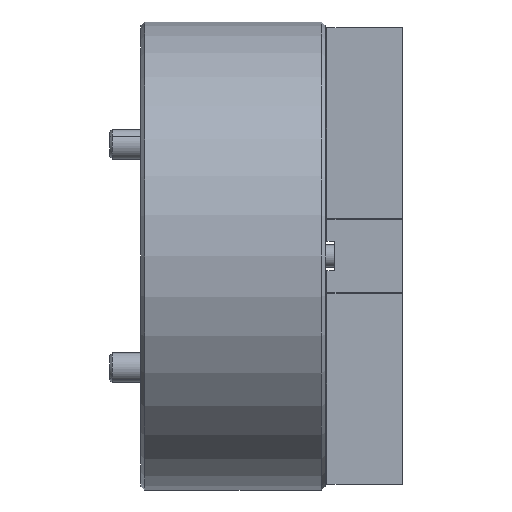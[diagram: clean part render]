
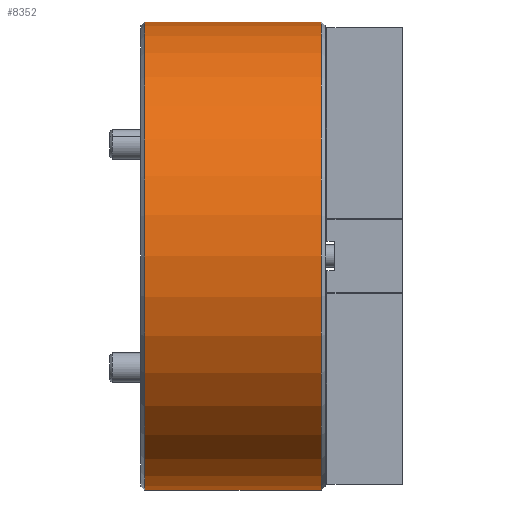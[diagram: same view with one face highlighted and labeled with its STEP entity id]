
A CAD part, front view. The second image highlights one B-rep face of the part: STEP entity #8352.
In plain terms, the highlighted cylindrical face has radius 127 mm (diameter 254 mm), a partial arc.
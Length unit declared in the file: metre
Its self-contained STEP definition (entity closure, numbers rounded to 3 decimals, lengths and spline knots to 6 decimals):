
#184 = CARTESIAN_POINT ( 'NONE',  ( -0.098, 0., -0.127 ) ) ;
#634 = EDGE_CURVE ( 'NONE', #26530, #24697, #16151, .T. ) ;
#5220 = LINE ( 'NONE', #21250, #11065 ) ;
#5606 = EDGE_CURVE ( 'NONE', #6062, #24697, #5220, .T. ) ;
#6062 = VERTEX_POINT ( 'NONE', #22538 ) ;
#6752 = EDGE_LOOP ( 'NONE', ( #8961, #20332, #21579, #25691 ) ) ;
#8114 = CARTESIAN_POINT ( 'NONE',  ( -0.002, 0., 0. ) ) ;
#8249 = CARTESIAN_POINT ( 'NONE',  ( -0.098, 0., 0. ) ) ;
#8352 = ADVANCED_FACE ( 'NONE', ( #28508 ), #10888, .T. ) ;
#8506 = CARTESIAN_POINT ( 'NONE',  ( -0.002, 0., -0.127 ) ) ;
#8961 = ORIENTED_EDGE ( 'NONE', *, *, #5606, .F. ) ;
#10072 = AXIS2_PLACEMENT_3D ( 'NONE', #8249, #23667, #10473 ) ;
#10107 = DIRECTION ( 'NONE',  ( 1., 0., 0. ) ) ;
#10170 = CARTESIAN_POINT ( 'NONE',  ( 0., 0., -0.127 ) ) ;
#10473 = DIRECTION ( 'NONE',  ( 0., 0., 1. ) ) ;
#10881 = LINE ( 'NONE', #10170, #16695 ) ;
#10888 = CYLINDRICAL_SURFACE ( 'NONE', #15525, 0.127 ) ;
#11065 = VECTOR ( 'NONE', #10107, 1. ) ;
#11493 = AXIS2_PLACEMENT_3D ( 'NONE', #8114, #12894, #11922 ) ;
#11922 = DIRECTION ( 'NONE',  ( 0., 0., -1. ) ) ;
#12636 = EDGE_CURVE ( 'NONE', #20743, #26530, #10881, .T. ) ;
#12894 = DIRECTION ( 'NONE',  ( -1., 0., 0. ) ) ;
#15525 = AXIS2_PLACEMENT_3D ( 'NONE', #23495, #27972, #16907 ) ;
#16151 = CIRCLE ( 'NONE', #11493, 0.127 ) ;
#16695 = VECTOR ( 'NONE', #25601, 1. ) ;
#16907 = DIRECTION ( 'NONE',  ( 0., 0., -1. ) ) ;
#17716 = EDGE_CURVE ( 'NONE', #6062, #20743, #24934, .T. ) ;
#20332 = ORIENTED_EDGE ( 'NONE', *, *, #17716, .T. ) ;
#20743 = VERTEX_POINT ( 'NONE', #184 ) ;
#21250 = CARTESIAN_POINT ( 'NONE',  ( 0., 0., 0.127 ) ) ;
#21579 = ORIENTED_EDGE ( 'NONE', *, *, #12636, .T. ) ;
#22538 = CARTESIAN_POINT ( 'NONE',  ( -0.098, 0., 0.127 ) ) ;
#23495 = CARTESIAN_POINT ( 'NONE',  ( 0., 0., 0. ) ) ;
#23667 = DIRECTION ( 'NONE',  ( 1., 0., 0. ) ) ;
#24494 = CARTESIAN_POINT ( 'NONE',  ( -0.002, 0., 0.127 ) ) ;
#24697 = VERTEX_POINT ( 'NONE', #24494 ) ;
#24934 = CIRCLE ( 'NONE', #10072, 0.127 ) ;
#25601 = DIRECTION ( 'NONE',  ( 1., 0., 0. ) ) ;
#25691 = ORIENTED_EDGE ( 'NONE', *, *, #634, .T. ) ;
#26530 = VERTEX_POINT ( 'NONE', #8506 ) ;
#27972 = DIRECTION ( 'NONE',  ( 1., 0., 0. ) ) ;
#28508 = FACE_OUTER_BOUND ( 'NONE', #6752, .T. ) ;
